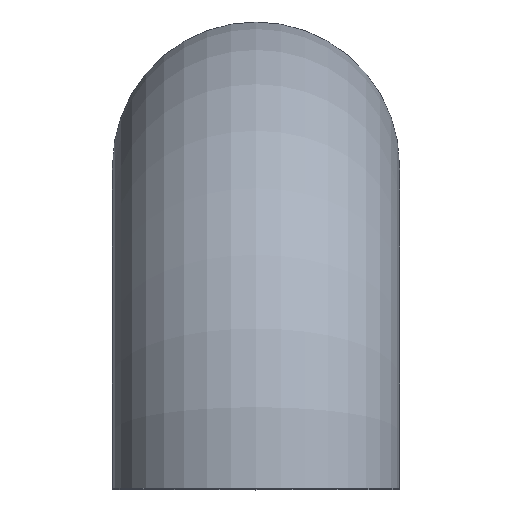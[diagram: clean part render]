
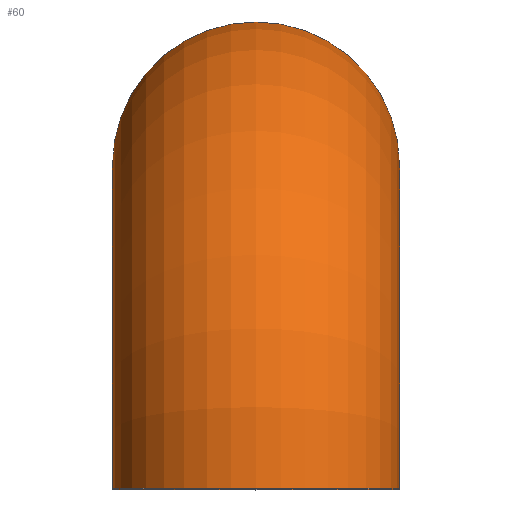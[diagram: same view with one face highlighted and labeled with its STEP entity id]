
A CAD part, top view. The second image highlights one B-rep face of the part: STEP entity #60.
In plain terms, the highlighted toroidal (fillet/blend) face has major radius 38 mm and minor radius 16.85 mm.
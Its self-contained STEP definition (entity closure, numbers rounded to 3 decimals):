
#20=FACE_OUTER_BOUND('',#24,.T.);
#24=EDGE_LOOP('',(#49,#50,#51,#52));
#32=CIRCLE('',#91,16.85);
#33=CIRCLE('',#92,21.15);
#34=CIRCLE('',#93,16.85);
#37=VERTEX_POINT('',#126);
#38=VERTEX_POINT('',#128);
#42=EDGE_CURVE('',#37,#37,#32,.T.);
#43=EDGE_CURVE('',#37,#38,#33,.T.);
#44=EDGE_CURVE('',#38,#38,#34,.T.);
#49=ORIENTED_EDGE('',*,*,#42,.F.);
#50=ORIENTED_EDGE('',*,*,#43,.T.);
#51=ORIENTED_EDGE('',*,*,#44,.F.);
#52=ORIENTED_EDGE('',*,*,#43,.F.);
#58=TOROIDAL_SURFACE('',#90,38.,16.85);
#60=ADVANCED_FACE('',(#20),#58,.T.);
#90=AXIS2_PLACEMENT_3D('',#125,#106,#107);
#91=AXIS2_PLACEMENT_3D('',#127,#108,#109);
#92=AXIS2_PLACEMENT_3D('',#129,#110,#111);
#93=AXIS2_PLACEMENT_3D('',#130,#112,#113);
#106=DIRECTION('center_axis',(1.,0.,0.));
#107=DIRECTION('ref_axis',(0.,0.,-1.));
#108=DIRECTION('center_axis',(0.,-1.,0.));
#109=DIRECTION('ref_axis',(-1.,0.,0.));
#110=DIRECTION('center_axis',(-1.,0.,0.));
#111=DIRECTION('ref_axis',(0.,0.,-1.));
#112=DIRECTION('center_axis',(0.,-1.,0.));
#113=DIRECTION('ref_axis',(-1.,0.,0.));
#125=CARTESIAN_POINT('Origin',(0.,0.,38.));
#126=CARTESIAN_POINT('',(0.,0.,59.15));
#127=CARTESIAN_POINT('Origin',(0.,0.,76.));
#128=CARTESIAN_POINT('',(0.,0.,16.85));
#129=CARTESIAN_POINT('Origin',(0.,0.,
38.));
#130=CARTESIAN_POINT('Origin',(0.,0.,0.));
